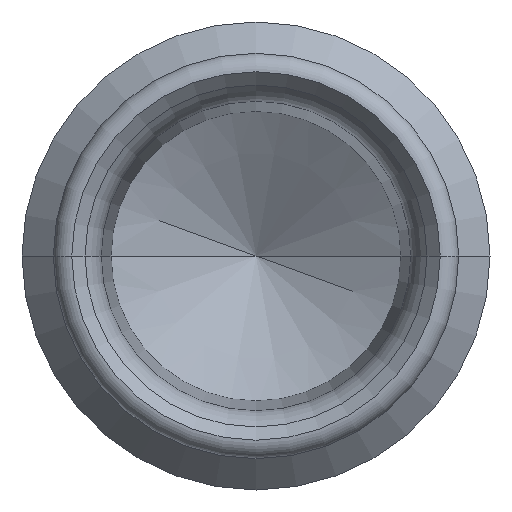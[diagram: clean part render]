
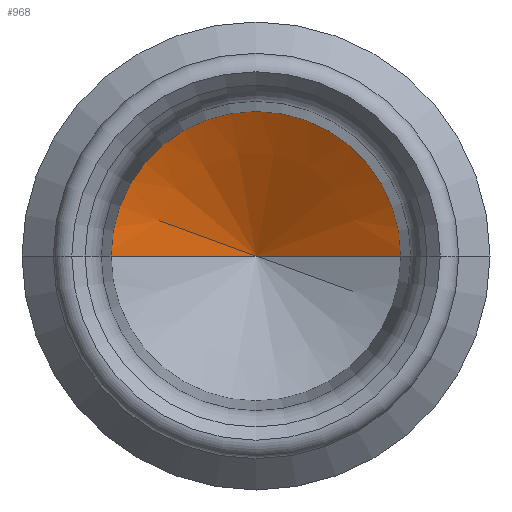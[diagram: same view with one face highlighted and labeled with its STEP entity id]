
A CAD part, front view. The second image highlights one B-rep face of the part: STEP entity #968.
In plain terms, the highlighted conical face has half-angle 60 degrees and reference radius 2.142 mm.
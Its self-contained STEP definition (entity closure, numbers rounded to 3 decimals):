
#353=CARTESIAN_POINT('',(-1.075,-4.806,0.));
#354=DIRECTION('',(0.,-1.,0.));
#355=DIRECTION('',(1.,0.,0.));
#356=AXIS2_PLACEMENT_3D('',#353,#354,#355);
#358=DIRECTION('',(0.866,-0.5,0.));
#359=VECTOR('',#358,4.85);
#360=CARTESIAN_POINT('',(-1.075,-2.381,0.));
#361=LINE('',#360,#359);
#362=DIRECTION('',(-0.866,-0.5,0.));
#363=VECTOR('',#362,4.85);
#364=CARTESIAN_POINT('',(-1.075,-2.381,0.));
#365=LINE('',#364,#363);
#417=CARTESIAN_POINT('',(-1.075,-2.381,0.));
#418=CARTESIAN_POINT('',(3.125,-4.806,0.));
#419=VERTEX_POINT('',#417);
#420=VERTEX_POINT('',#418);
#453=CARTESIAN_POINT('',(-5.275,-4.806,0.));
#454=VERTEX_POINT('',#453);
#956=CARTESIAN_POINT('',(-1.075,-3.618,0.));
#957=DIRECTION('',(0.,-1.,0.));
#958=DIRECTION('',(-1.,0.,0.));
#959=AXIS2_PLACEMENT_3D('',#956,#957,#958);
#960=CONICAL_SURFACE('',#959,2.142,60.);
#962=ORIENTED_EDGE('',*,*,#961,.F.);
#964=ORIENTED_EDGE('',*,*,#963,.T.);
#965=ORIENTED_EDGE('',*,*,#949,.F.);
#966=EDGE_LOOP('',(#962,#964,#965));
#967=FACE_OUTER_BOUND('',#966,.F.);
#968=ADVANCED_FACE('',(#967),#960,.F.);
#357=CIRCLE('',#356,4.2);
#949=EDGE_CURVE('',#420,#454,#357,.T.);
#961=EDGE_CURVE('',#419,#420,#361,.T.);
#963=EDGE_CURVE('',#419,#454,#365,.T.);
